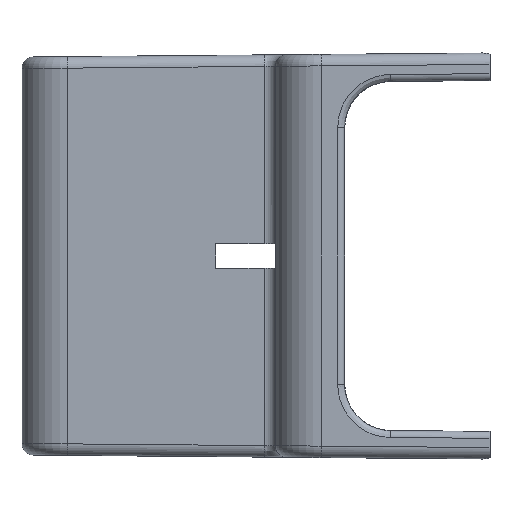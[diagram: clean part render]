
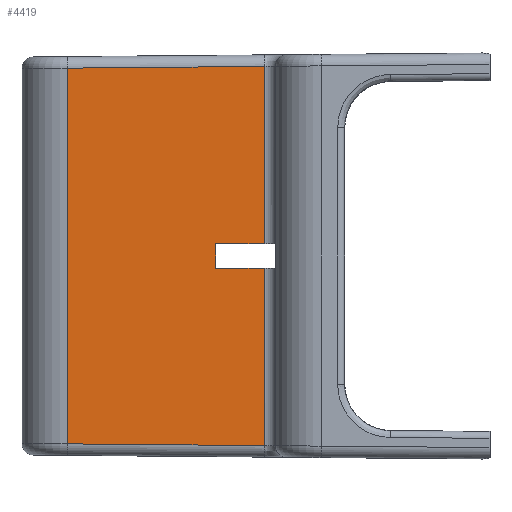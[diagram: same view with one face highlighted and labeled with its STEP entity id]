
A CAD part, left-side view. The second image highlights one B-rep face of the part: STEP entity #4419.
In plain terms, the highlighted planar face has unit normal (-1, 0.009, 0).
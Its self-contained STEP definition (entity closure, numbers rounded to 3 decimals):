
#578=DIRECTION('',(0.,0.,-1.));
#579=VECTOR('',#578,16.298);
#580=CARTESIAN_POINT('',(-11.121,17.317,8.149));
#581=LINE('',#580,#579);
#585=CARTESIAN_POINT('',(-11.121,17.317,-8.149));
#615=CARTESIAN_POINT('',(-11.121,17.317,8.149));
#1560=DIRECTION('',(-0.009,-1.,0.));
#1561=VECTOR('',#1560,2.104);
#1562=CARTESIAN_POINT('',(-11.177,10.9,0.525));
#1563=LINE('',#1562,#1561);
#1582=DIRECTION('',(-0.009,-1.,0.009));
#1583=VECTOR('',#1582,8.522);
#1584=CARTESIAN_POINT('',(-11.121,17.317,8.149));
#1585=LINE('',#1584,#1583);
#1589=DIRECTION('',(0.,0.,-1.));
#1590=VECTOR('',#1589,1.05);
#1591=CARTESIAN_POINT('',(-11.177,10.9,0.525));
#1592=LINE('',#1591,#1590);
#1596=DIRECTION('',(0.009,1.,0.009));
#1597=VECTOR('',#1596,8.522);
#1598=CARTESIAN_POINT('',(-11.196,8.796,
-8.223));
#1599=LINE('',#1598,#1597);
#1754=CARTESIAN_POINT('',(-11.196,8.796,
-8.223));
#1759=DIRECTION('',(0.,0.,1.));
#1760=VECTOR('',#1759,7.698);
#1761=CARTESIAN_POINT('',(-11.196,8.796,
-8.223));
#1762=LINE('',#1761,#1760);
#1818=DIRECTION('',(0.009,1.,0.));
#1819=VECTOR('',#1818,2.104);
#1820=CARTESIAN_POINT('',(-11.196,8.796,-0.525));
#1821=LINE('',#1820,#1819);
#1910=DIRECTION('',(0.,0.,1.));
#1911=VECTOR('',#1910,7.698);
#1912=CARTESIAN_POINT('',(-11.196,8.796,0.525));
#1913=LINE('',#1912,#1911);
#2633=VERTEX_POINT('',#585);
#2636=VERTEX_POINT('',#615);
#2788=VERTEX_POINT('',#1754);
#2789=CARTESIAN_POINT('',(-11.196,8.796,-0.525));
#2790=VERTEX_POINT('',#2789);
#2791=CARTESIAN_POINT('',(-11.196,8.796,8.223));
#2792=VERTEX_POINT('',#2791);
#2793=CARTESIAN_POINT('',(-11.196,8.796,0.525));
#2794=VERTEX_POINT('',#2793);
#2795=CARTESIAN_POINT('',(-11.177,10.9,0.525));
#2796=VERTEX_POINT('',#2795);
#2797=CARTESIAN_POINT('',(-11.177,10.9,-0.525));
#2798=VERTEX_POINT('',#2797);
#4398=CARTESIAN_POINT('',(-11.2,8.3,-9.835));
#4399=DIRECTION('',(-1.,0.009,0.));
#4400=DIRECTION('',(0.,0.,1.));
#4401=AXIS2_PLACEMENT_3D('',#4398,#4399,#4400);
#4402=PLANE('',#4401);
#4404=ORIENTED_EDGE('',*,*,#4403,.T.);
#4406=ORIENTED_EDGE('',*,*,#4405,.F.);
#4407=ORIENTED_EDGE('',*,*,#4376,.F.);
#4409=ORIENTED_EDGE('',*,*,#4408,.T.);
#4411=ORIENTED_EDGE('',*,*,#4410,.F.);
#4413=ORIENTED_EDGE('',*,*,#4412,.F.);
#4415=ORIENTED_EDGE('',*,*,#4414,.T.);
#4416=ORIENTED_EDGE('',*,*,#3209,.F.);
#4417=EDGE_LOOP('',(#4404,#4406,#4407,#4409,#4411,#4413,#4415,#4416));
#4418=FACE_OUTER_BOUND('',#4417,.F.);
#3209=EDGE_CURVE('',#2636,#2633,#581,.T.);
#4376=EDGE_CURVE('',#2796,#2794,#1563,.T.);
#4403=EDGE_CURVE('',#2636,#2792,#1585,.T.);
#4405=EDGE_CURVE('',#2794,#2792,#1913,.T.);
#4408=EDGE_CURVE('',#2796,#2798,#1592,.T.);
#4410=EDGE_CURVE('',#2790,#2798,#1821,.T.);
#4412=EDGE_CURVE('',#2788,#2790,#1762,.T.);
#4414=EDGE_CURVE('',#2788,#2633,#1599,.T.);
#4419=ADVANCED_FACE('',(#4418),#4402,.T.);
